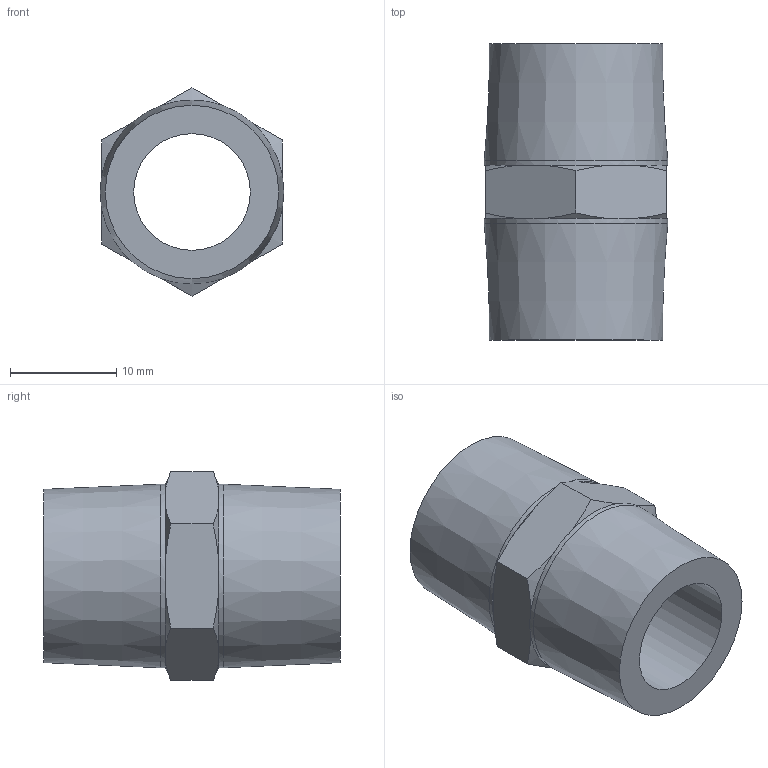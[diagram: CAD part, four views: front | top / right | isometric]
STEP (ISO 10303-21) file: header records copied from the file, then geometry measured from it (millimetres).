
FILE_DESCRIPTION(/* description */ ('Unknown'),/* implementation_level */ '2;1');
FILE_NAME(/* name */ 'A2.3;8.3;8',/* time_stamp */ '2019-01-24T11:57:08-05:00',/* author */ ('Unknown'),/* organization */ ('Unknown'),/* preprocessor_version */ 'ST-DEVELOPER v16.7',/* originating_system */ 'DEX',/* authorisation */ $);
FILE_SCHEMA (('AUTOMOTIVE_DESIGN {1 0 10303 214 3 1 1}'));
Length unit declared in the file: millimetre
Products named in the file (1): A2.3;8.3;8
Bounding box: 17.3 x 27.92 x 19.63 mm (x, y, z)
Volume: 3698.5 mm3; surface area: 2726.5 mm2
Topology: 1 solids, 1 shells, 37 faces, 79 edges, 44 vertices
Faces by surface type: plane 20, cone 14, cylinder 3
Full cylindrical faces by diameter (mm): 11 x1, 17.3 x2
Entity records: 1243 total; most frequent: CARTESIAN_POINT 224, DIRECTION 154, ORIENTED_EDGE 144, EDGE_CURVE 72, AXIS2_PLACEMENT_3D 68, EDGE_LOOP 44, FACE_BOUND 44, VERTEX_POINT 42
